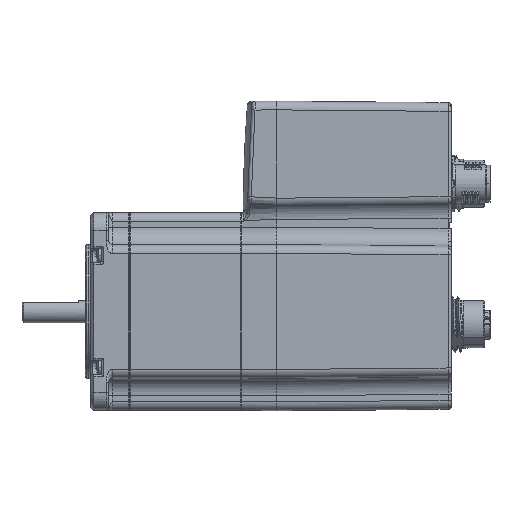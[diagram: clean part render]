
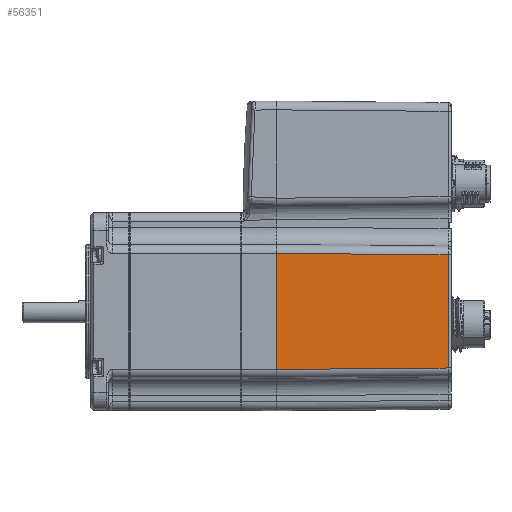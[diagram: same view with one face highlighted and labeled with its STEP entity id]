
A CAD part, top view. The second image highlights one B-rep face of the part: STEP entity #56351.
In plain terms, the highlighted face is planar.
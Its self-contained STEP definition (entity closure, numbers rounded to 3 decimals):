
#22405=CARTESIAN_POINT('',(-16.587,28.337,
-53.));
#22434=CARTESIAN_POINT('',(-16.16,27.91,
-102.009));
#22470=DIRECTION('',(-1.,0.,0.));
#22471=VECTOR('',#22470,32.319);
#22472=CARTESIAN_POINT('',(16.16,27.91,
-102.009));
#22473=LINE('',#22472,#22471);
#25612=DIRECTION('',(-1.,0.,0.));
#25613=VECTOR('',#25612,33.175);
#25614=CARTESIAN_POINT('',(16.587,28.337,
-53.));
#25615=LINE('',#25614,#25613);
#25640=DIRECTION('',(0.009,-0.009,-1.));
#25641=VECTOR('',#25640,49.012);
#25642=CARTESIAN_POINT('',(-16.587,28.337,
-53.));
#25643=LINE('',#25642,#25641);
#25647=DIRECTION('',(0.009,0.009,1.));
#25648=VECTOR('',#25647,49.012);
#25649=CARTESIAN_POINT('',(16.16,27.91,
-102.009));
#25650=LINE('',#25649,#25648);
#25654=CARTESIAN_POINT('',(16.16,27.91,
-102.009));
#38996=VERTEX_POINT('',#22434);
#38997=VERTEX_POINT('',#25654);
#39113=VERTEX_POINT('',#22405);
#39114=CARTESIAN_POINT('',(16.587,28.337,
-53.));
#39115=VERTEX_POINT('',#39114);
#56339=CARTESIAN_POINT('',(0.,28.123,-77.504));
#56340=DIRECTION('',(0.,1.,-0.009));
#56341=DIRECTION('',(0.,-0.009,-1.));
#56342=AXIS2_PLACEMENT_3D('',#56339,#56340,#56341);
#56343=PLANE('',#56342);
#56344=ORIENTED_EDGE('',*,*,#56318,.T.);
#56345=ORIENTED_EDGE('',*,*,#50181,.T.);
#56346=ORIENTED_EDGE('',*,*,#50358,.F.);
#56348=ORIENTED_EDGE('',*,*,#56347,.T.);
#56349=EDGE_LOOP('',(#56344,#56345,#56346,#56348));
#56350=FACE_OUTER_BOUND('',#56349,.F.);
#50181=EDGE_CURVE('',#39113,#38996,#25643,.T.);
#50358=EDGE_CURVE('',#38997,#38996,#22473,.T.);
#56318=EDGE_CURVE('',#39115,#39113,#25615,.T.);
#56347=EDGE_CURVE('',#38997,#39115,#25650,.T.);
#56351=ADVANCED_FACE('',(#56350),#56343,.T.);
